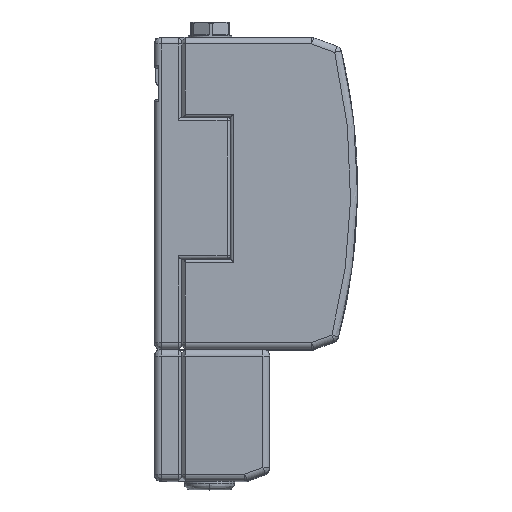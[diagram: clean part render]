
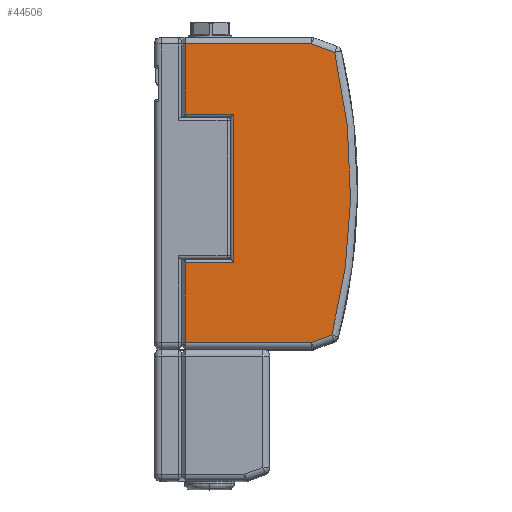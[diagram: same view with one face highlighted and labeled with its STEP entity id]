
A CAD part, top view. The second image highlights one B-rep face of the part: STEP entity #44506.
In plain terms, the highlighted planar face has unit normal (0, 0, 1).
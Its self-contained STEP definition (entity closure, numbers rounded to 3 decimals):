
#603 = EDGE_CURVE ( 'NONE', #35667, #55126, #69950, .T. ) ;
#1275 = DIRECTION ( 'NONE',  ( -1., 0., 0. ) ) ;
#1379 = CARTESIAN_POINT ( 'NONE',  ( 47.043, 61.335, 300. ) ) ;
#1691 = EDGE_CURVE ( 'NONE', #7669, #6079, #61949, .T. ) ;
#5107 = CARTESIAN_POINT ( 'NONE',  ( -45.152, 156.537, 300. ) ) ;
#6079 = VERTEX_POINT ( 'NONE', #13472 ) ;
#7669 = VERTEX_POINT ( 'NONE', #20397 ) ;
#7799 = DIRECTION ( 'NONE',  ( 0., 1., 0. ) ) ;
#7981 = PLANE ( 'NONE',  #55786 ) ;
#8146 = DIRECTION ( 'NONE',  ( 0., 1., 0. ) ) ;
#9809 = VECTOR ( 'NONE', #8146, 1000. ) ;
#10586 = CARTESIAN_POINT ( 'NONE',  ( 128.557, 70.114, 300. ) ) ;
#11758 = CARTESIAN_POINT ( 'NONE',  ( 47.043, 156.537, 300. ) ) ;
#13259 = EDGE_CURVE ( 'NONE', #55126, #67762, #45872, .T. ) ;
#13472 = CARTESIAN_POINT ( 'NONE',  ( -45.152, 415.335, 300. ) ) ;
#14049 = CARTESIAN_POINT ( 'NONE',  ( -45.152, 156.161, 300. ) ) ;
#14493 = DIRECTION ( 'NONE',  ( 0., 1., 0. ) ) ;
#15397 = CARTESIAN_POINT ( 'NONE',  ( 12.338, 244.335, 300. ) ) ;
#15734 = CARTESIAN_POINT ( 'NONE',  ( 104.437, 61.335, 300. ) ) ;
#16972 = ORIENTED_EDGE ( 'NONE', *, *, #71841, .F. ) ;
#17841 = EDGE_CURVE ( 'NONE', #82821, #64167, #32740, .T. ) ;
#18168 = DIRECTION ( 'NONE',  ( -0.94, -0.342, 0. ) ) ;
#18249 = CARTESIAN_POINT ( 'NONE',  ( -45.152, 61.335, 300. ) ) ;
#19827 = CARTESIAN_POINT ( 'NONE',  ( -45.152, 244.335, 300. ) ) ;
#20397 = CARTESIAN_POINT ( 'NONE',  ( -45.152, 332.325, 300. ) ) ;
#24522 = ORIENTED_EDGE ( 'NONE', *, *, #1691, .F. ) ;
#25089 = B_SPLINE_CURVE_WITH_KNOTS ( 'NONE', 3,
 ( #39702, #42261, #52710, #46854 ),
 .UNSPECIFIED., .F., .F.,
 ( 4, 4 ),
 ( -1., 0. ),
 .UNSPECIFIED. ) ;
#28108 = VERTEX_POINT ( 'NONE', #40675 ) ;
#28651 = DIRECTION ( 'NONE',  ( -1., 0., 0. ) ) ;
#28896 = VECTOR ( 'NONE', #28651, 1000. ) ;
#29268 = ORIENTED_EDGE ( 'NONE', *, *, #51939, .F. ) ;
#29560 = EDGE_LOOP ( 'NONE', ( #39299, #79008, #74885, #29268, #24522, #86619, #55499, #72106, #84604, #34323, #16972 ) ) ;
#32067 = EDGE_CURVE ( 'NONE', #45434, #60117, #62324, .T. ) ;
#32740 = LINE ( 'NONE', #11758, #45463 ) ;
#34323 = ORIENTED_EDGE ( 'NONE', *, *, #32067, .F. ) ;
#35242 = CARTESIAN_POINT ( 'NONE',  ( 47.043, 244.335, 300. ) ) ;
#35667 = VERTEX_POINT ( 'NONE', #76133 ) ;
#38646 = CARTESIAN_POINT ( 'NONE',  ( 47.043, 415.335, 300. ) ) ;
#39027 = DIRECTION ( 'NONE',  ( 1., 0., 0. ) ) ;
#39299 = ORIENTED_EDGE ( 'NONE', *, *, #13259, .F. ) ;
#39702 = CARTESIAN_POINT ( 'NONE',  ( -45.152, 156.161, 300. ) ) ;
#40467 = CARTESIAN_POINT ( 'NONE',  ( 12.338, 332.325, 300. ) ) ;
#40638 = CARTESIAN_POINT ( 'NONE',  ( 157.263, 180.458, 300. ) ) ;
#40675 = CARTESIAN_POINT ( 'NONE',  ( 104.437, 415.335, 300. ) ) ;
#42261 = CARTESIAN_POINT ( 'NONE',  ( -45.152, 156.286, 300. ) ) ;
#42960 = VECTOR ( 'NONE', #18168, 1000. ) ;
#43092 = CARTESIAN_POINT ( 'NONE',  ( -45.152, 244.335, 300. ) ) ;
#44506 = ADVANCED_FACE ( 'NONE', ( #69282 ), #7981, .F. ) ;
#45434 = VERTEX_POINT ( 'NONE', #18249 ) ;
#45463 = VECTOR ( 'NONE', #39027, 1000. ) ;
#45872 = LINE ( 'NONE', #79466, #42960 ) ;
#46640 = DIRECTION ( 'NONE',  ( -1., 0., 0. ) ) ;
#46854 = CARTESIAN_POINT ( 'NONE',  ( -45.152, 156.537, 300. ) ) ;
#47063 = LINE ( 'NONE', #87389, #48884 ) ;
#48884 = VECTOR ( 'NONE', #46640, 1000. ) ;
#49116 = EDGE_CURVE ( 'NONE', #60117, #82821, #25089, .T. ) ;
#50576 = CARTESIAN_POINT ( 'NONE',  ( 104.437, 415.335, 300. ) ) ;
#51939 = EDGE_CURVE ( 'NONE', #6079, #28108, #52099, .T. ) ;
#52099 = LINE ( 'NONE', #38646, #64119 ) ;
#52710 = CARTESIAN_POINT ( 'NONE',  ( -45.152, 156.412, 300. ) ) ;
#53100 = EDGE_CURVE ( 'NONE', #86875, #7669, #47063, .T. ) ;
#55126 = VERTEX_POINT ( 'NONE', #10586 ) ;
#55381 = CARTESIAN_POINT ( 'NONE',  ( 12.338, 156.537, 300. ) ) ;
#55499 = ORIENTED_EDGE ( 'NONE', *, *, #74535, .F. ) ;
#55786 = AXIS2_PLACEMENT_3D ( 'NONE', #35242, #62579, #1275 ) ;
#58753 = EDGE_CURVE ( 'NONE', #28108, #35667, #84597, .T. ) ;
#60117 = VERTEX_POINT ( 'NONE', #14049 ) ;
#61949 = LINE ( 'NONE', #43092, #80149 ) ;
#62324 = LINE ( 'NONE', #19827, #9809 ) ;
#62579 = DIRECTION ( 'NONE',  ( 0., 0., -1. ) ) ;
#64119 = VECTOR ( 'NONE', #73994, 1000. ) ;
#64167 = VERTEX_POINT ( 'NONE', #55381 ) ;
#67762 = VERTEX_POINT ( 'NONE', #15734 ) ;
#69282 = FACE_OUTER_BOUND ( 'NONE', #29560, .T. ) ;
#69950 =( BOUNDED_CURVE ( )  B_SPLINE_CURVE ( 3, ( #73804, #74675, #40638, #75119 ),
 .UNSPECIFIED., .F., .F. ) 
 B_SPLINE_CURVE_WITH_KNOTS ( ( 4, 4 ),
 ( 0., 1. ),
 .UNSPECIFIED. ) 
 CURVE ( )  GEOMETRIC_REPRESENTATION_ITEM ( )  RATIONAL_B_SPLINE_CURVE ( ( 1., 0.98, 0.98, 1. ) ) 
 REPRESENTATION_ITEM ( '' )  );
#71841 = EDGE_CURVE ( 'NONE', #67762, #45434, #76115, .T. ) ;
#72106 = ORIENTED_EDGE ( 'NONE', *, *, #17841, .F. ) ;
#73804 = CARTESIAN_POINT ( 'NONE',  ( 131.853, 405.357, 300. ) ) ;
#73994 = DIRECTION ( 'NONE',  ( 1., 0., 0. ) ) ;
#74535 = EDGE_CURVE ( 'NONE', #64167, #86875, #76711, .T. ) ;
#74675 = CARTESIAN_POINT ( 'NONE',  ( 158.384, 294.469, 300. ) ) ;
#74885 = ORIENTED_EDGE ( 'NONE', *, *, #58753, .F. ) ;
#75119 = CARTESIAN_POINT ( 'NONE',  ( 128.557, 70.114, 300. ) ) ;
#76115 = LINE ( 'NONE', #1379, #28896 ) ;
#76133 = CARTESIAN_POINT ( 'NONE',  ( 131.853, 405.357, 300. ) ) ;
#76711 = LINE ( 'NONE', #15397, #87669 ) ;
#78325 = DIRECTION ( 'NONE',  ( 0.94, -0.342, 0. ) ) ;
#79008 = ORIENTED_EDGE ( 'NONE', *, *, #603, .F. ) ;
#79466 = CARTESIAN_POINT ( 'NONE',  ( 128.557, 70.114, 300. ) ) ;
#80149 = VECTOR ( 'NONE', #14493, 1000. ) ;
#82821 = VERTEX_POINT ( 'NONE', #5107 ) ;
#84597 = LINE ( 'NONE', #50576, #87674 ) ;
#84604 = ORIENTED_EDGE ( 'NONE', *, *, #49116, .F. ) ;
#86619 = ORIENTED_EDGE ( 'NONE', *, *, #53100, .F. ) ;
#86875 = VERTEX_POINT ( 'NONE', #40467 ) ;
#87389 = CARTESIAN_POINT ( 'NONE',  ( 47.043, 332.325, 300. ) ) ;
#87669 = VECTOR ( 'NONE', #7799, 1000. ) ;
#87674 = VECTOR ( 'NONE', #78325, 1000. ) ;
